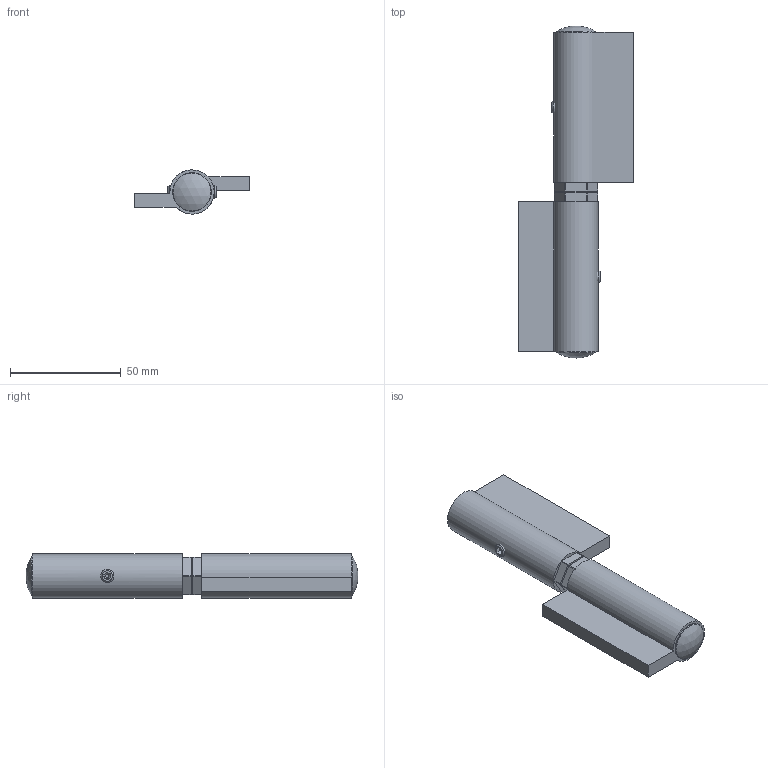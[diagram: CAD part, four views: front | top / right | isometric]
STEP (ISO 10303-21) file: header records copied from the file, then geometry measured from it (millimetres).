
FILE_DESCRIPTION(/* description */ (''),/* implementation_level */ '2;1');
FILE_NAME(/* name */ '1512SOF3DG.stp',/* time_stamp */ '2019-08-05T13:39:09+02:00',/* author */ ('DOMINIQUE'),/* organization */ (''),/* preprocessor_version */ 'ST-DEVELOPER v17.2',/* originating_system */ 'Autodesk Inventor 2019',/* authorisation */ '');
FILE_SCHEMA (('AUTOMOTIVE_DESIGN { 1 0 10303 214 3 1 1 }'));
Length unit declared in the file: millimetre
Products named in the file (9): 1512GJSOF3DD; Goupille - 6 x 40 - h6; 21848; 24813; 16491T; 16491TG; 04826; CNS 4480 - M14 x 18; 04827
Assembly tree (12 placements, depth 2):
  1512GJSOF3DD
    24813  x2
    Goupille - 6 x 40 - h6
    21848
    16491T
    04826  x2
    16491TG
    CNS 4480 - M14 x 18  x2
    04827  x2
Bounding box: 52 x 150.2 x 19.97 mm (x, y, z)
Volume: 55684.3 mm3; surface area: 30148 mm2
Topology: 12 solids, 12 shells, 166 faces, 410 edges, 274 vertices
Faces by surface type: plane 83, cylinder 41, cone 27, torus 10, sphere 3, bspline 2
Full cylindrical faces by diameter (mm): 5 x2, 5.9 x2, 6 x5, 6.2 x1, 10 x4, 12 x4, 12.1 x4, 12.5 x1, 14 x2, 17.5 x2
Entity records: 3391 total; most frequent: CARTESIAN_POINT 676, DIRECTION 555, ORIENTED_EDGE 460, EDGE_CURVE 230, AXIS2_PLACEMENT_3D 224, VERTEX_POINT 156, EDGE_LOOP 110, CIRCLE 109
